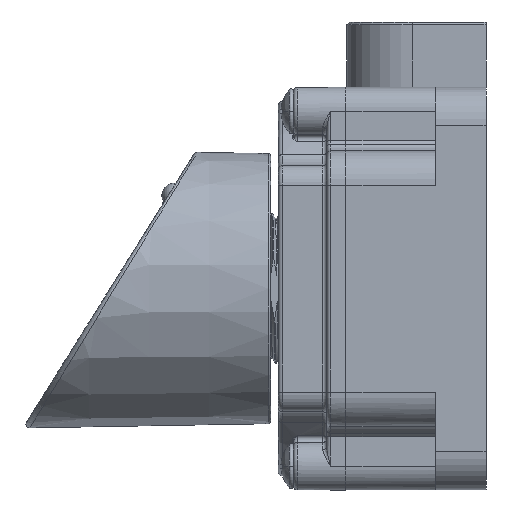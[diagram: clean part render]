
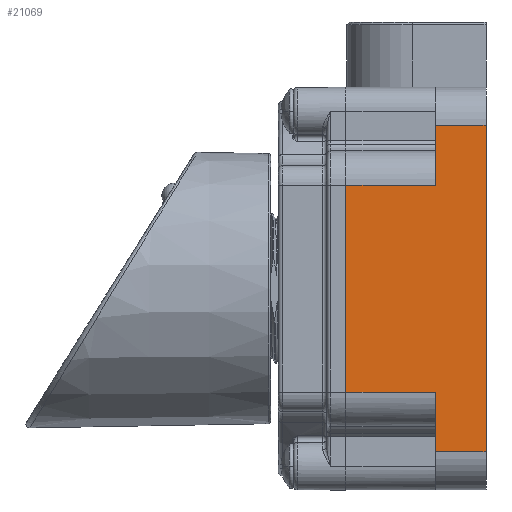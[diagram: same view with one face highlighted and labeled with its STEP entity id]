
A CAD part, left-side view. The second image highlights one B-rep face of the part: STEP entity #21069.
In plain terms, the highlighted planar face has unit normal (-1, 0, 0).
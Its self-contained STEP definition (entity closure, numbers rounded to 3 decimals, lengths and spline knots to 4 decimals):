
#8339=DIRECTION('',(0.,1.,0.));
#8340=VECTOR('',#8339,0.7047);
#8341=CARTESIAN_POINT('',(-1.5915,0.3937,
0.811));
#8342=LINE('',#8341,#8340);
#8404=DIRECTION('',(0.,0.,1.));
#8405=VECTOR('',#8404,0.4685);
#8406=CARTESIAN_POINT('',(-1.5915,0.3937,
0.811));
#8407=LINE('',#8406,#8405);
#8427=DIRECTION('',(0.,0.,-1.));
#8428=VECTOR('',#8427,2.559);
#8429=CARTESIAN_POINT('',(-1.5915,0.,1.2795));
#8430=LINE('',#8429,#8428);
#8431=DIRECTION('',(0.,1.,0.));
#8432=VECTOR('',#8431,0.3937);
#8433=CARTESIAN_POINT('',(-1.5915,0.,-1.2795));
#8434=LINE('',#8433,#8432);
#8435=DIRECTION('',(0.,1.,0.));
#8436=VECTOR('',#8435,0.7047);
#8437=CARTESIAN_POINT('',(-1.5915,0.3937,
-0.811));
#8438=LINE('',#8437,#8436);
#8439=DIRECTION('',(0.,1.,0.));
#8440=VECTOR('',#8439,0.3937);
#8441=CARTESIAN_POINT('',(-1.5915,0.,1.2795));
#8442=LINE('',#8441,#8440);
#8447=DIRECTION('',(0.,0.,1.));
#8448=VECTOR('',#8447,0.4685);
#8449=CARTESIAN_POINT('',(-1.5915,0.3937,-1.2795));
#8450=LINE('',#8449,#8448);
#8551=DIRECTION('',(0.,0.,1.));
#8552=VECTOR('',#8551,1.622);
#8553=CARTESIAN_POINT('',(-1.5915,1.0984,
-0.811));
#8554=LINE('',#8553,#8552);
#12307=CARTESIAN_POINT('',(-1.5915,0.,-1.2795));
#12309=VERTEX_POINT('',#12307);
#12310=CARTESIAN_POINT('',(-1.5915,0.,1.2795));
#12312=VERTEX_POINT('',#12310);
#12323=CARTESIAN_POINT('',(-1.5915,0.3937,-1.2795));
#12325=VERTEX_POINT('',#12323);
#12326=CARTESIAN_POINT('',(-1.5915,0.3937,1.2795));
#12328=VERTEX_POINT('',#12326);
#12338=CARTESIAN_POINT('',(-1.5915,0.3937,
-0.811));
#12339=VERTEX_POINT('',#12338);
#12340=CARTESIAN_POINT('',(-1.5915,0.3937,
0.811));
#12341=VERTEX_POINT('',#12340);
#12386=CARTESIAN_POINT('',(-1.5915,1.0984,
-0.811));
#12387=CARTESIAN_POINT('',(-1.5915,1.0984,
0.811));
#12388=VERTEX_POINT('',#12386);
#12389=VERTEX_POINT('',#12387);
#21049=CARTESIAN_POINT('',(-1.5915,0.,-0.811));
#21050=DIRECTION('',(-1.,0.,0.));
#21051=DIRECTION('',(0.,0.,1.));
#21052=AXIS2_PLACEMENT_3D('',#21049,#21050,#21051);
#21053=PLANE('',#21052);
#21054=ORIENTED_EDGE('',*,*,#20947,.F.);
#21055=ORIENTED_EDGE('',*,*,#21029,.T.);
#21057=ORIENTED_EDGE('',*,*,#21056,.F.);
#21058=ORIENTED_EDGE('',*,*,#15546,.T.);
#21060=ORIENTED_EDGE('',*,*,#21059,.T.);
#21062=ORIENTED_EDGE('',*,*,#21061,.T.);
#21064=ORIENTED_EDGE('',*,*,#21063,.T.);
#21066=ORIENTED_EDGE('',*,*,#21065,.T.);
#21067=EDGE_LOOP('',(#21054,#21055,#21057,#21058,#21060,#21062,#21064,#21066));
#21068=FACE_OUTER_BOUND('',#21067,.F.);
#21069=ADVANCED_FACE('',(#21068),#21053,.T.);
#15546=EDGE_CURVE('',#12312,#12309,#8430,.T.);
#20947=EDGE_CURVE('',#12341,#12389,#8342,.T.);
#21029=EDGE_CURVE('',#12341,#12328,#8407,.T.);
#21056=EDGE_CURVE('',#12312,#12328,#8442,.T.);
#21059=EDGE_CURVE('',#12309,#12325,#8434,.T.);
#21061=EDGE_CURVE('',#12325,#12339,#8450,.T.);
#21063=EDGE_CURVE('',#12339,#12388,#8438,.T.);
#21065=EDGE_CURVE('',#12388,#12389,#8554,.T.);
